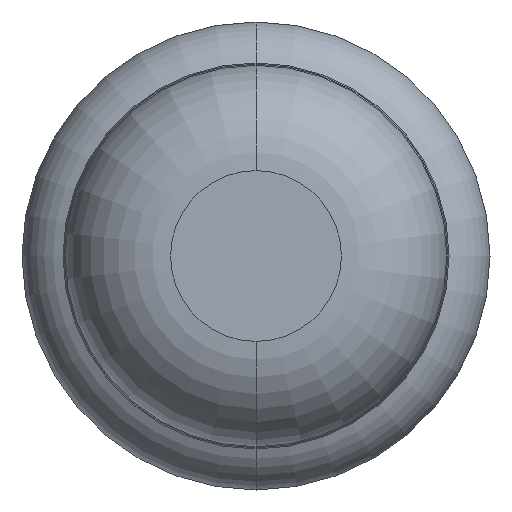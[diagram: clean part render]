
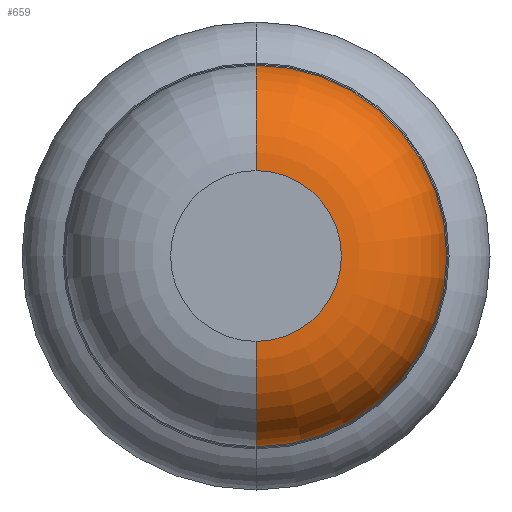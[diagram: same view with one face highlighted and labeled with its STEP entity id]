
A CAD part, front view. The second image highlights one B-rep face of the part: STEP entity #659.
In plain terms, the highlighted toroidal (fillet/blend) face has major radius 0.365 mm and minor radius 0.45 mm.
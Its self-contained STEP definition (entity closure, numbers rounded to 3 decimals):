
#92 = AXIS2_PLACEMENT_3D ( 'NONE', #624, #3183, #132 ) ;
#132 = DIRECTION ( 'NONE',  ( 0., 0., -1. ) ) ;
#247 = ORIENTED_EDGE ( 'NONE', *, *, #1400, .T. ) ;
#294 = DIRECTION ( 'NONE',  ( 0., 0., 1. ) ) ;
#325 = DIRECTION ( 'NONE',  ( -1., 0., 0. ) ) ;
#345 = CARTESIAN_POINT ( 'NONE',  ( 0., -34.9, -0.365 ) ) ;
#453 = VERTEX_POINT ( 'NONE', #345 ) ;
#515 = TOROIDAL_SURFACE ( 'NONE', #4060, 0.365, 0.45 ) ;
#624 = CARTESIAN_POINT ( 'NONE',  ( 0., -34.45, -0.365 ) ) ;
#643 = DIRECTION ( 'NONE',  ( 0., 1., 0. ) ) ;
#657 = CARTESIAN_POINT ( 'NONE',  ( 0., -34.9, 0. ) ) ;
#659 = ADVANCED_FACE ( 'Defeature ausgef�hrt1_3', ( #4084 ), #515, .T. ) ;
#666 = DIRECTION ( 'NONE',  ( 0., 0., 1. ) ) ;
#711 = ORIENTED_EDGE ( 'NONE', *, *, #717, .T. ) ;
#717 = EDGE_CURVE ( 'NONE', #453, #2572, #2434, .T. ) ;
#1126 = AXIS2_PLACEMENT_3D ( 'NONE', #657, #643, #3006 ) ;
#1175 = VERTEX_POINT ( 'NONE', #2260 ) ;
#1219 = DIRECTION ( 'NONE',  ( 0., 1., 0. ) ) ;
#1400 = EDGE_CURVE ( 'Defeature ausgef�hrt1_3+Defeature ausgef�hrt1_2+Defeature ausgef�hrt1_2+Defeature ausgef�hrt1_2', #3276, #453, #2428, .T. ) ;
#1471 = CIRCLE ( 'NONE', #1702, 0.815 ) ;
#1702 = AXIS2_PLACEMENT_3D ( 'NONE', #1880, #1219, #3249 ) ;
#1867 = EDGE_CURVE ( 'NONE', #3276, #1175, #2935, .T. ) ;
#1880 = CARTESIAN_POINT ( 'NONE',  ( 0., -34.45, 0. ) ) ;
#1990 = DIRECTION ( 'NONE',  ( 0., 1., 0. ) ) ;
#2260 = CARTESIAN_POINT ( 'NONE',  ( 0., -34.45, 0.815 ) ) ;
#2366 = EDGE_LOOP ( 'NONE', ( #247, #711, #3866, #3505 ) ) ;
#2428 = CIRCLE ( 'NONE', #1126, 0.365 ) ;
#2434 = CIRCLE ( 'NONE', #92, 0.45 ) ;
#2506 = CARTESIAN_POINT ( 'NONE',  ( 0., -34.45, -0.815 ) ) ;
#2572 = VERTEX_POINT ( 'NONE', #2506 ) ;
#2935 = CIRCLE ( 'NONE', #3841, 0.45 ) ;
#3006 = DIRECTION ( 'NONE',  ( 0., 0., 1. ) ) ;
#3017 = CARTESIAN_POINT ( 'NONE',  ( 0., -34.45, 0.365 ) ) ;
#3041 = CARTESIAN_POINT ( 'NONE',  ( 0., -34.9, 0.365 ) ) ;
#3183 = DIRECTION ( 'NONE',  ( 1., 0., 0. ) ) ;
#3249 = DIRECTION ( 'NONE',  ( 0., 0., 1. ) ) ;
#3276 = VERTEX_POINT ( 'NONE', #3041 ) ;
#3505 = ORIENTED_EDGE ( 'NONE', *, *, #1867, .F. ) ;
#3672 = EDGE_CURVE ( 'Defeature ausgef�hrt1_4+Defeature ausgef�hrt1_3+Defeature ausgef�hrt1_3+Defeature ausgef�hrt1_3', #1175, #2572, #1471, .T. ) ;
#3674 = CARTESIAN_POINT ( 'NONE',  ( 0., -34.45, 0. ) ) ;
#3841 = AXIS2_PLACEMENT_3D ( 'NONE', #3017, #325, #666 ) ;
#3866 = ORIENTED_EDGE ( 'NONE', *, *, #3672, .F. ) ;
#4060 = AXIS2_PLACEMENT_3D ( 'NONE', #3674, #1990, #294 ) ;
#4084 = FACE_OUTER_BOUND ( 'NONE', #2366, .T. ) ;
